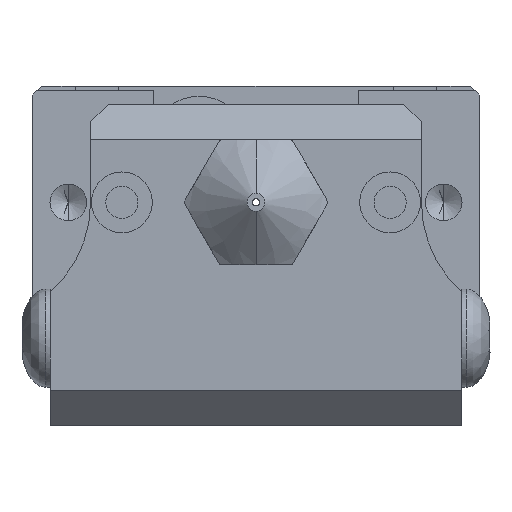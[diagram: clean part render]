
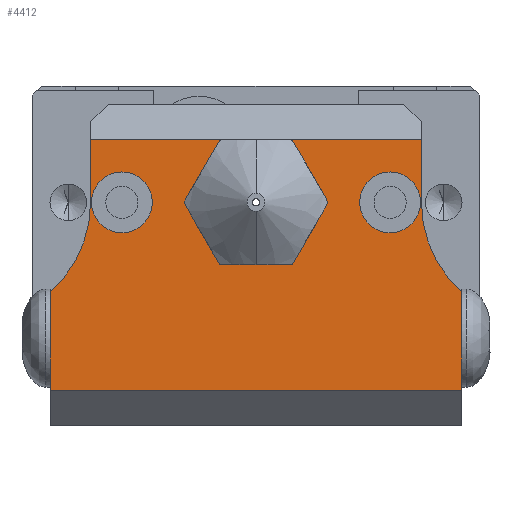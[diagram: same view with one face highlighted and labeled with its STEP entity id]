
A CAD part, front view. The second image highlights one B-rep face of the part: STEP entity #4412.
In plain terms, the highlighted planar face has unit normal (0, -1, 0).
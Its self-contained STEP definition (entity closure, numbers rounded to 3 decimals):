
#83 = FACE_OUTER_BOUND ( 'NONE', #7742, .T. ) ;
#85 = CARTESIAN_POINT ( 'NONE',  ( 15.931, 0., 0. ) ) ;
#146 = CARTESIAN_POINT ( 'NONE',  ( 0., 0., 3. ) ) ;
#208 = CARTESIAN_POINT ( 'NONE',  ( 7.5, 0., 0. ) ) ;
#273 = DIRECTION ( 'NONE',  ( 0., -1., 0. ) ) ;
#274 = EDGE_CURVE ( 'NONE', #3952, #5406, #6050, .T. ) ;
#341 = CARTESIAN_POINT ( 'NONE',  ( 0., 0., -3. ) ) ;
#434 = DIRECTION ( 'NONE',  ( 0., -1., 0. ) ) ;
#451 = AXIS2_PLACEMENT_3D ( 'NONE', #7769, #3647, #8471 ) ;
#467 = VECTOR ( 'NONE', #3827, 1000. ) ;
#480 = EDGE_CURVE ( 'NONE', #5184, #1995, #7979, .T. ) ;
#531 = EDGE_CURVE ( 'NONE', #1995, #5184, #2462, .T. ) ;
#703 = LINE ( 'NONE', #6581, #467 ) ;
#798 = DIRECTION ( 'NONE',  ( 0., 0., -1. ) ) ;
#881 = CARTESIAN_POINT ( 'NONE',  ( -9.25, 0., 3.5 ) ) ;
#970 = LINE ( 'NONE', #1006, #4461 ) ;
#1006 = CARTESIAN_POINT ( 'NONE',  ( -8.25, 0., 3.5 ) ) ;
#1018 = CIRCLE ( 'NONE', #2322, 1.7 ) ;
#1020 = CIRCLE ( 'NONE', #4894, 6.681 ) ;
#1045 = EDGE_CURVE ( 'NONE', #2874, #3106, #8297, .T. ) ;
#1152 = LINE ( 'NONE', #2408, #8088 ) ;
#1230 = ORIENTED_EDGE ( 'NONE', *, *, #7335, .F. ) ;
#1342 = CARTESIAN_POINT ( 'NONE',  ( 9.25, 0., 3.5 ) ) ;
#1542 = LINE ( 'NONE', #8173, #5043 ) ;
#1676 = CARTESIAN_POINT ( 'NONE',  ( 7.5, 0., -1.7 ) ) ;
#1751 = EDGE_CURVE ( 'NONE', #8584, #5406, #1152, .T. ) ;
#1771 = CARTESIAN_POINT ( 'NONE',  ( 0., 0., 0. ) ) ;
#1824 = ORIENTED_EDGE ( 'NONE', *, *, #480, .F. ) ;
#1827 = EDGE_LOOP ( 'NONE', ( #1824, #5752 ) ) ;
#1853 = EDGE_LOOP ( 'NONE', ( #2616, #4691 ) ) ;
#1874 = CARTESIAN_POINT ( 'NONE',  ( 7.5, 0., 1.7 ) ) ;
#1995 = VERTEX_POINT ( 'NONE', #1874 ) ;
#2067 = CARTESIAN_POINT ( 'NONE',  ( -7.5, 0., 1.7 ) ) ;
#2090 = VERTEX_POINT ( 'NONE', #881 ) ;
#2164 = ORIENTED_EDGE ( 'NONE', *, *, #7619, .F. ) ;
#2314 = AXIS2_PLACEMENT_3D ( 'NONE', #5139, #273, #4459 ) ;
#2322 = AXIS2_PLACEMENT_3D ( 'NONE', #2329, #7162, #3040 ) ;
#2329 = CARTESIAN_POINT ( 'NONE',  ( -7.5, 0., 0. ) ) ;
#2361 = VECTOR ( 'NONE', #6022, 1000. ) ;
#2369 = ORIENTED_EDGE ( 'NONE', *, *, #7679, .F. ) ;
#2397 = DIRECTION ( 'NONE',  ( -1., 0., 0. ) ) ;
#2408 = CARTESIAN_POINT ( 'NONE',  ( 11.5, 0., -10.5 ) ) ;
#2462 = CIRCLE ( 'NONE', #5115, 1.7 ) ;
#2482 = DIRECTION ( 'NONE',  ( 0., 0., -1. ) ) ;
#2503 = CARTESIAN_POINT ( 'NONE',  ( 11.5, 0., -12.5 ) ) ;
#2513 = PLANE ( 'NONE',  #6223 ) ;
#2616 = ORIENTED_EDGE ( 'NONE', *, *, #4366, .T. ) ;
#2698 = CARTESIAN_POINT ( 'NONE',  ( -9.25, 0., 5.5 ) ) ;
#2783 = VERTEX_POINT ( 'NONE', #1342 ) ;
#2826 = CARTESIAN_POINT ( 'NONE',  ( 0., 0., 0. ) ) ;
#2874 = VERTEX_POINT ( 'NONE', #7661 ) ;
#3040 = DIRECTION ( 'NONE',  ( 0., 0., -1. ) ) ;
#3106 = VERTEX_POINT ( 'NONE', #5177 ) ;
#3140 = LINE ( 'NONE', #2698, #4557 ) ;
#3220 = CARTESIAN_POINT ( 'NONE',  ( 15.931, 0., 0. ) ) ;
#3303 = DIRECTION ( 'NONE',  ( 0., -1., 0. ) ) ;
#3388 = ORIENTED_EDGE ( 'NONE', *, *, #274, .F. ) ;
#3447 = AXIS2_PLACEMENT_3D ( 'NONE', #1771, #6630, #2482 ) ;
#3526 = DIRECTION ( 'NONE',  ( 0., 0., -1. ) ) ;
#3577 = FACE_BOUND ( 'NONE', #3688, .T. ) ;
#3595 = VERTEX_POINT ( 'NONE', #146 ) ;
#3647 = DIRECTION ( 'NONE',  ( 0., -1., 0. ) ) ;
#3688 = EDGE_LOOP ( 'NONE', ( #2164, #2369 ) ) ;
#3754 = ORIENTED_EDGE ( 'NONE', *, *, #5653, .F. ) ;
#3827 = DIRECTION ( 'NONE',  ( 0., 0., 1. ) ) ;
#3952 = VERTEX_POINT ( 'NONE', #4114 ) ;
#4114 = CARTESIAN_POINT ( 'NONE',  ( 11.5, 0., -5. ) ) ;
#4287 = EDGE_CURVE ( 'NONE', #2783, #2090, #970, .T. ) ;
#4366 = EDGE_CURVE ( 'NONE', #3595, #8551, #5848, .T. ) ;
#4390 = DIRECTION ( 'NONE',  ( 0., -1., 0. ) ) ;
#4412 = ADVANCED_FACE ( 'NONE', ( #83, #8869, #3577, #7236 ), #2513, .T. ) ;
#4459 = DIRECTION ( 'NONE',  ( 0., 0., -1. ) ) ;
#4461 = VECTOR ( 'NONE', #2397, 1000. ) ;
#4518 = ORIENTED_EDGE ( 'NONE', *, *, #1045, .F. ) ;
#4557 = VECTOR ( 'NONE', #7515, 1000. ) ;
#4591 = CARTESIAN_POINT ( 'NONE',  ( -11.5, 0., -10.5 ) ) ;
#4691 = ORIENTED_EDGE ( 'NONE', *, *, #4985, .T. ) ;
#4692 = CARTESIAN_POINT ( 'NONE',  ( 9.25, 0., 0. ) ) ;
#4894 = AXIS2_PLACEMENT_3D ( 'NONE', #85, #4962, #798 ) ;
#4962 = DIRECTION ( 'NONE',  ( 0., -1., 0. ) ) ;
#4985 = EDGE_CURVE ( 'NONE', #8551, #3595, #7894, .T. ) ;
#5043 = VECTOR ( 'NONE', #7525, 1000. ) ;
#5110 = ORIENTED_EDGE ( 'NONE', *, *, #4287, .T. ) ;
#5115 = AXIS2_PLACEMENT_3D ( 'NONE', #208, #4390, #8518 ) ;
#5139 = CARTESIAN_POINT ( 'NONE',  ( 7.5, 0., 0. ) ) ;
#5177 = CARTESIAN_POINT ( 'NONE',  ( -9.25, 0., 0. ) ) ;
#5184 = VERTEX_POINT ( 'NONE', #1676 ) ;
#5312 = DIRECTION ( 'NONE',  ( 0., 0., -1. ) ) ;
#5406 = VERTEX_POINT ( 'NONE', #7253 ) ;
#5653 = EDGE_CURVE ( 'NONE', #3106, #2090, #3140, .T. ) ;
#5752 = ORIENTED_EDGE ( 'NONE', *, *, #531, .F. ) ;
#5848 = CIRCLE ( 'NONE', #3447, 3. ) ;
#6022 = DIRECTION ( 'NONE',  ( 0., 0., -1. ) ) ;
#6050 = LINE ( 'NONE', #2503, #2361 ) ;
#6137 = AXIS2_PLACEMENT_3D ( 'NONE', #7424, #3303, #8131 ) ;
#6223 = AXIS2_PLACEMENT_3D ( 'NONE', #3220, #434, #5312 ) ;
#6581 = CARTESIAN_POINT ( 'NONE',  ( -11.5, 0., -12.5 ) ) ;
#6630 = DIRECTION ( 'NONE',  ( 0., 1., 0. ) ) ;
#6753 = CIRCLE ( 'NONE', #451, 1.7 ) ;
#6818 = EDGE_CURVE ( 'NONE', #8100, #3952, #1020, .T. ) ;
#7046 = VERTEX_POINT ( 'NONE', #7956 ) ;
#7162 = DIRECTION ( 'NONE',  ( 0., -1., 0. ) ) ;
#7169 = EDGE_CURVE ( 'NONE', #8584, #2874, #703, .T. ) ;
#7220 = ORIENTED_EDGE ( 'NONE', *, *, #1751, .T. ) ;
#7236 = FACE_BOUND ( 'NONE', #1853, .T. ) ;
#7253 = CARTESIAN_POINT ( 'NONE',  ( 11.5, 0., -10.5 ) ) ;
#7335 = EDGE_CURVE ( 'NONE', #2783, #8100, #1542, .T. ) ;
#7424 = CARTESIAN_POINT ( 'NONE',  ( -15.931, 0., 0. ) ) ;
#7515 = DIRECTION ( 'NONE',  ( 0., 0., 1. ) ) ;
#7525 = DIRECTION ( 'NONE',  ( 0., 0., -1. ) ) ;
#7619 = EDGE_CURVE ( 'NONE', #7046, #8846, #6753, .T. ) ;
#7643 = DIRECTION ( 'NONE',  ( 0., 1., 0. ) ) ;
#7661 = CARTESIAN_POINT ( 'NONE',  ( -11.5, 0., -5. ) ) ;
#7679 = EDGE_CURVE ( 'NONE', #8846, #7046, #1018, .T. ) ;
#7742 = EDGE_LOOP ( 'NONE', ( #5110, #3754, #4518, #8380, #7220, #3388, #8886, #1230 ) ) ;
#7769 = CARTESIAN_POINT ( 'NONE',  ( -7.5, 0., 0. ) ) ;
#7894 = CIRCLE ( 'NONE', #8310, 3. ) ;
#7956 = CARTESIAN_POINT ( 'NONE',  ( -7.5, 0., -1.7 ) ) ;
#7979 = CIRCLE ( 'NONE', #2314, 1.7 ) ;
#8088 = VECTOR ( 'NONE', #8615, 1000. ) ;
#8100 = VERTEX_POINT ( 'NONE', #4692 ) ;
#8131 = DIRECTION ( 'NONE',  ( 0., 0., 1. ) ) ;
#8173 = CARTESIAN_POINT ( 'NONE',  ( 9.25, 0., 5.5 ) ) ;
#8297 = CIRCLE ( 'NONE', #6137, 6.681 ) ;
#8310 = AXIS2_PLACEMENT_3D ( 'NONE', #2826, #7643, #3526 ) ;
#8380 = ORIENTED_EDGE ( 'NONE', *, *, #7169, .F. ) ;
#8471 = DIRECTION ( 'NONE',  ( 0., 0., -1. ) ) ;
#8518 = DIRECTION ( 'NONE',  ( 0., 0., -1. ) ) ;
#8551 = VERTEX_POINT ( 'NONE', #341 ) ;
#8584 = VERTEX_POINT ( 'NONE', #4591 ) ;
#8615 = DIRECTION ( 'NONE',  ( 1., 0., 0. ) ) ;
#8846 = VERTEX_POINT ( 'NONE', #2067 ) ;
#8869 = FACE_BOUND ( 'NONE', #1827, .T. ) ;
#8886 = ORIENTED_EDGE ( 'NONE', *, *, #6818, .F. ) ;
